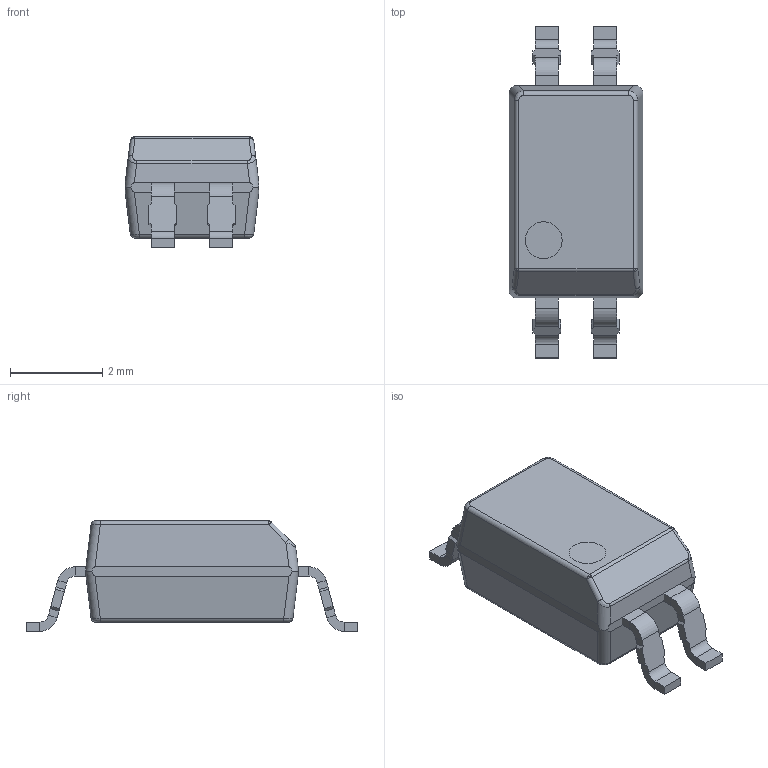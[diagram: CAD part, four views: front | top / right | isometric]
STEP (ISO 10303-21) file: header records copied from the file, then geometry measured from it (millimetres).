
FILE_DESCRIPTION(('STEP AP214'), '1');
FILE_NAME('miniFLAT-HP-4-BK', '2016-03-20T18:13:45', ('Nobody'), (''), 'ASCON STEP Converter 1.3', 'ASCON Math Kernel', '');
FILE_SCHEMA(('AUTOMOTIVE_DESIGN { 1 0 10303 214 3 1 1}'));
Length unit declared in the file: millimetre
Bounding box: 2.9 x 7.2 x 2.4 mm (x, y, z)
Volume: 28.1 mm3; surface area: 67.2 mm2
Topology: 5 solids, 5 shells, 167 faces, 401 edges, 245 vertices
Faces by surface type: plane 120, cylinder 35, bspline 10, sphere 2
Entity records: 6309 total; most frequent: CARTESIAN_POINT 1114, ORIENTED_EDGE 762, DIRECTION 732, EDGE_CURVE 381, LINE 302, VECTOR 302, VERTEX_POINT 225, AXIS2_PLACEMENT_3D 215
